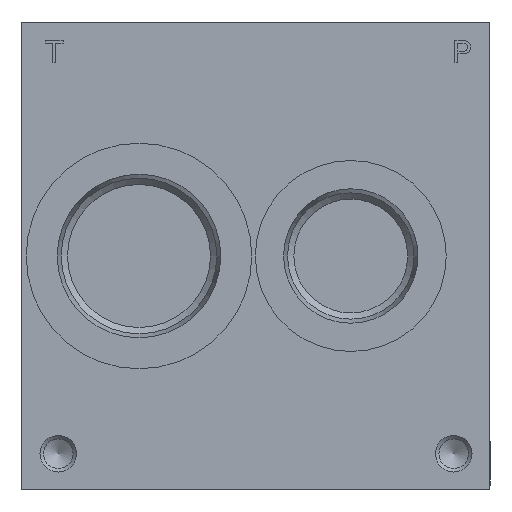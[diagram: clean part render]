
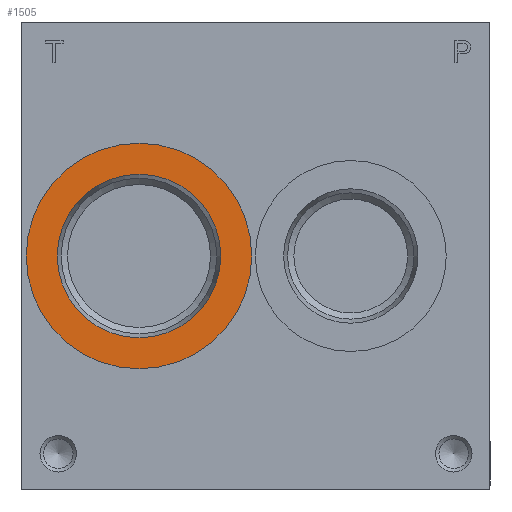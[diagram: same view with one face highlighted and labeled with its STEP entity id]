
A CAD part, left-side view. The second image highlights one B-rep face of the part: STEP entity #1505.
In plain terms, the highlighted planar face has unit normal (-1, 0, 0).
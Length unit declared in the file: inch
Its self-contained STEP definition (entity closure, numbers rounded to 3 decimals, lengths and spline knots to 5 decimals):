
#1505 = ADVANCED_FACE( '', ( #3295, #3296 ), #3297, .T. );
#3295 = FACE_BOUND( '', #5267, .T. );
#3296 = FACE_OUTER_BOUND( '', #5268, .T. );
#3297 = PLANE( '', #5269 );
#5267 = EDGE_LOOP( '', ( #9274 ) );
#5268 = EDGE_LOOP( '', ( #9275 ) );
#5269 = AXIS2_PLACEMENT_3D( '', #9276, #9277, #9278 );
#9274 = ORIENTED_EDGE( '', *, *, #10383, .T. );
#9275 = ORIENTED_EDGE( '', *, *, #11262, .F. );
#9276 = CARTESIAN_POINT( '', ( 0.031, 3.964, 2. ) );
#9277 = DIRECTION( '', ( -1., 0., 0. ) );
#9278 = DIRECTION( '', ( 0., 0., 1. ) );
#10383 = EDGE_CURVE( '', #12252, #12252, #12253, .T. );
#11262 = EDGE_CURVE( '', #13616, #13616, #13617, .T. );
#12252 = VERTEX_POINT( '', #14876 );
#12253 = CIRCLE( '', #14877, 0.699 );
#13616 = VERTEX_POINT( '', #16685 );
#13617 = CIRCLE( '', #16686, 0.964 );
#14876 = CARTESIAN_POINT( '', ( 0.031, 3., 1.301 ) );
#14877 = AXIS2_PLACEMENT_3D( '', #17773, #17774, #17775 );
#16685 = CARTESIAN_POINT( '', ( 0.031, 3., 1.036 ) );
#16686 = AXIS2_PLACEMENT_3D( '', #18830, #18831, #18832 );
#17773 = CARTESIAN_POINT( '', ( 0.031, 3., 2. ) );
#17774 = DIRECTION( '', ( 1., 0., 0. ) );
#17775 = DIRECTION( '', ( 0., 0., -1. ) );
#18830 = CARTESIAN_POINT( '', ( 0.031, 3., 2. ) );
#18831 = DIRECTION( '', ( 1., 0., 0. ) );
#18832 = DIRECTION( '', ( 0., 0., -1. ) );
